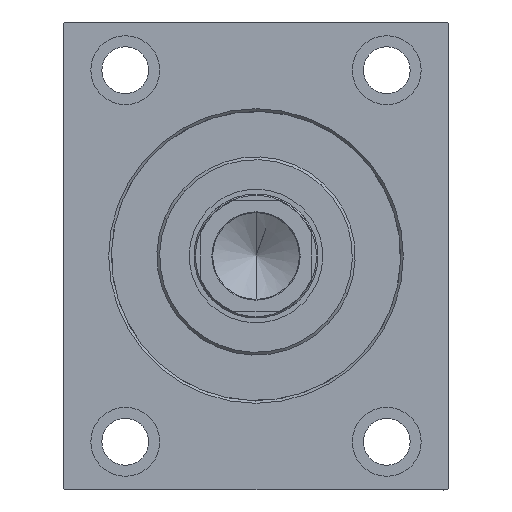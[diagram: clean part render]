
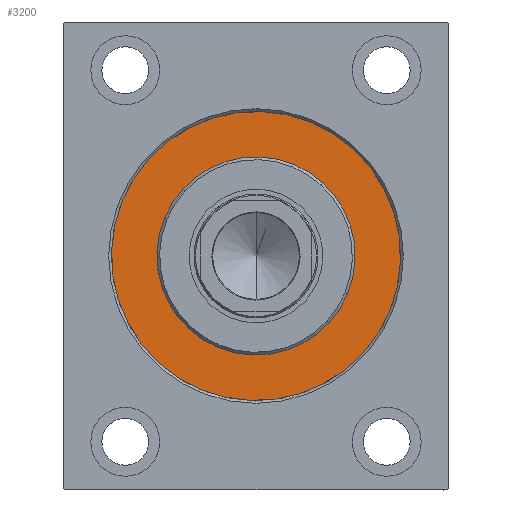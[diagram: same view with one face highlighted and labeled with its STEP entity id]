
A CAD part, left-side view. The second image highlights one B-rep face of the part: STEP entity #3200.
In plain terms, the highlighted face is planar.
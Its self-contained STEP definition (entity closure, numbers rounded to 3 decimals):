
#498 = CARTESIAN_POINT ( 'NONE',  ( 0., 0., 0. ) ) ;
#1731 = PLANE ( 'NONE',  #26816 ) ;
#1793 = VERTEX_POINT ( 'NONE', #20986 ) ;
#2328 = EDGE_CURVE ( 'NONE', #22679, #1793, #38884, .T. ) ;
#3200 = ADVANCED_FACE ( 'NONE', ( #36441, #35568 ), #1731, .F. ) ;
#3346 = AXIS2_PLACEMENT_3D ( 'NONE', #9045, #19299, #43107 ) ;
#4719 = ORIENTED_EDGE ( 'NONE', *, *, #15637, .F. ) ;
#6421 = AXIS2_PLACEMENT_3D ( 'NONE', #498, #27893, #17859 ) ;
#9045 = CARTESIAN_POINT ( 'NONE',  ( 0., 0., 0. ) ) ;
#9682 = AXIS2_PLACEMENT_3D ( 'NONE', #15326, #42488, #29797 ) ;
#9757 = EDGE_CURVE ( 'NONE', #24699, #42910, #29564, .T. ) ;
#12616 = DIRECTION ( 'NONE',  ( 0., 0., 1. ) ) ;
#15159 = ORIENTED_EDGE ( 'NONE', *, *, #31678, .F. ) ;
#15295 = CARTESIAN_POINT ( 'NONE',  ( 0., 0., 0. ) ) ;
#15326 = CARTESIAN_POINT ( 'NONE',  ( 0., 0., 0. ) ) ;
#15637 = EDGE_CURVE ( 'NONE', #42910, #24699, #28892, .T. ) ;
#15660 = CIRCLE ( 'NONE', #6421, 52.5 ) ;
#17859 = DIRECTION ( 'NONE',  ( 0., 0., 1. ) ) ;
#19299 = DIRECTION ( 'NONE',  ( -1., 0., 0. ) ) ;
#20465 = EDGE_LOOP ( 'NONE', ( #15159, #20823 ) ) ;
#20823 = ORIENTED_EDGE ( 'NONE', *, *, #2328, .F. ) ;
#20986 = CARTESIAN_POINT ( 'NONE',  ( 0., 0., -52.5 ) ) ;
#22679 = VERTEX_POINT ( 'NONE', #40875 ) ;
#24699 = VERTEX_POINT ( 'NONE', #34883 ) ;
#26220 = DIRECTION ( 'NONE',  ( -1., 0., 0. ) ) ;
#26816 = AXIS2_PLACEMENT_3D ( 'NONE', #15295, #26220, #12616 ) ;
#27893 = DIRECTION ( 'NONE',  ( -1., 0., 0. ) ) ;
#28892 = CIRCLE ( 'NONE', #9682, 36. ) ;
#29564 = CIRCLE ( 'NONE', #43759, 36. ) ;
#29797 = DIRECTION ( 'NONE',  ( 0., 0., -1. ) ) ;
#30928 = EDGE_LOOP ( 'NONE', ( #4719, #37594 ) ) ;
#31678 = EDGE_CURVE ( 'NONE', #1793, #22679, #15660, .T. ) ;
#32443 = CARTESIAN_POINT ( 'NONE',  ( 0., 0., 36. ) ) ;
#34075 = DIRECTION ( 'NONE',  ( 0., 0., -1. ) ) ;
#34883 = CARTESIAN_POINT ( 'NONE',  ( 0., 0., -36. ) ) ;
#35568 = FACE_OUTER_BOUND ( 'NONE', #20465, .T. ) ;
#36441 = FACE_BOUND ( 'NONE', #30928, .T. ) ;
#37594 = ORIENTED_EDGE ( 'NONE', *, *, #9757, .F. ) ;
#38884 = CIRCLE ( 'NONE', #3346, 52.5 ) ;
#40538 = CARTESIAN_POINT ( 'NONE',  ( 0., 0., 0. ) ) ;
#40875 = CARTESIAN_POINT ( 'NONE',  ( 0., 0., 52.5 ) ) ;
#42488 = DIRECTION ( 'NONE',  ( 1., 0., 0. ) ) ;
#42910 = VERTEX_POINT ( 'NONE', #32443 ) ;
#43107 = DIRECTION ( 'NONE',  ( 0., 0., 1. ) ) ;
#43659 = DIRECTION ( 'NONE',  ( 1., 0., 0. ) ) ;
#43759 = AXIS2_PLACEMENT_3D ( 'NONE', #40538, #43659, #34075 ) ;
